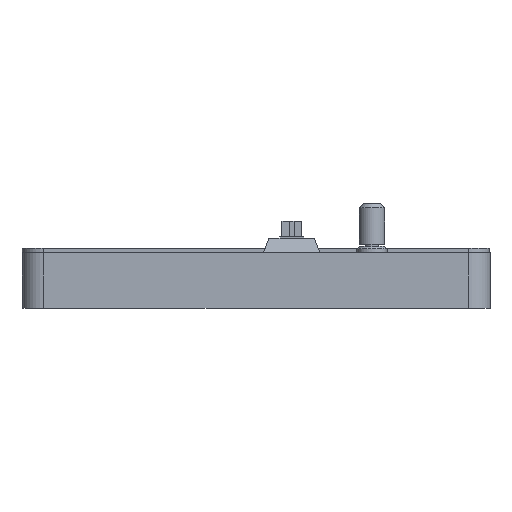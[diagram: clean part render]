
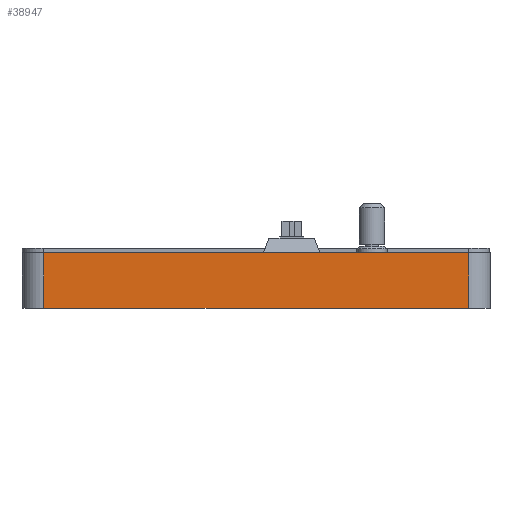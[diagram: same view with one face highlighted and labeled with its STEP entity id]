
A CAD part, front view. The second image highlights one B-rep face of the part: STEP entity #38947.
In plain terms, the highlighted planar face has unit normal (0, -1, 0).
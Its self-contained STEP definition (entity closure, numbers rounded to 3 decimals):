
#4982=LINE('',#67026,#8972);
#4986=LINE('',#67035,#8976);
#5006=LINE('',#67092,#8996);
#5007=LINE('',#67095,#8997);
#8972=VECTOR('',#51984,10.);
#8976=VECTOR('',#51992,10.);
#8996=VECTOR('',#52040,10.);
#8997=VECTOR('',#52045,10.);
#12031=FACE_OUTER_BOUND('',#14211,.T.);
#14211=EDGE_LOOP('',(#33446,#33447,#33448,#33449));
#18839=VERTEX_POINT('',#67019);
#18842=VERTEX_POINT('',#67024);
#18845=VERTEX_POINT('',#67034);
#18868=VERTEX_POINT('',#67091);
#23835=EDGE_CURVE('',#18842,#18839,#4982,.T.);
#23839=EDGE_CURVE('',#18839,#18845,#4986,.T.);
#23868=EDGE_CURVE('',#18845,#18868,#5006,.T.);
#23870=EDGE_CURVE('',#18868,#18842,#5007,.T.);
#33446=ORIENTED_EDGE('',*,*,#23835,.F.);
#33447=ORIENTED_EDGE('',*,*,#23870,.F.);
#33448=ORIENTED_EDGE('',*,*,#23868,.F.);
#33449=ORIENTED_EDGE('',*,*,#23839,.F.);
#37053=PLANE('',#43059);
#38947=ADVANCED_FACE('',(#12031),#37053,.T.);
#43059=AXIS2_PLACEMENT_3D('',#67094,#52043,#52044);
#51984=DIRECTION('',(0.,0.,1.));
#51992=DIRECTION('',(1.,0.,0.));
#52040=DIRECTION('',(0.,0.,-1.));
#52043=DIRECTION('center_axis',(0.,-1.,0.));
#52044=DIRECTION('ref_axis',(1.,0.,0.));
#52045=DIRECTION('',(-1.,0.,0.));
#67019=CARTESIAN_POINT('',(-125.345,-55.5,13.));
#67024=CARTESIAN_POINT('',(-125.345,-55.5,0.));
#67026=CARTESIAN_POINT('',(-125.345,-55.5,0.));
#67034=CARTESIAN_POINT('',(-26.345,-55.5,13.));
#67035=CARTESIAN_POINT('',(-21.345,-55.5,13.));
#67091=CARTESIAN_POINT('',(-26.345,-55.5,0.));
#67092=CARTESIAN_POINT('',(-26.345,-55.5,0.));
#67094=CARTESIAN_POINT('Origin',(-130.345,-55.5,0.));
#67095=CARTESIAN_POINT('',(-21.345,-55.5,0.));
